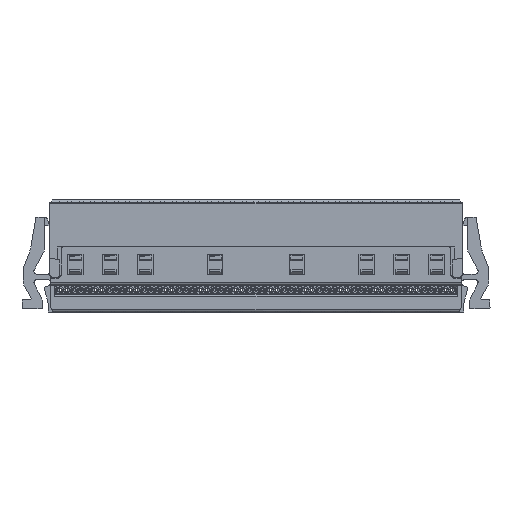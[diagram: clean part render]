
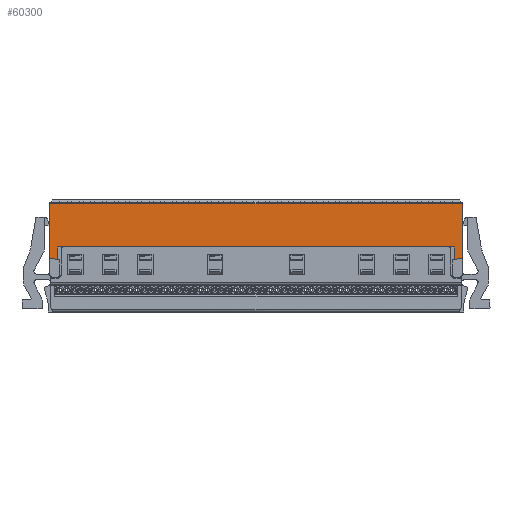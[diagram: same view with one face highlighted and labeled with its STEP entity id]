
A CAD part, front view. The second image highlights one B-rep face of the part: STEP entity #60300.
In plain terms, the highlighted planar face has unit normal (0, -1, 0).
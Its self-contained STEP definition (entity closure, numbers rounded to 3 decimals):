
#60248=AXIS2_PLACEMENT_3D('Plane Axis2P3D',#60245,#60246,#60247) ;
#57444=CARTESIAN_POINT('Vertex',(-43.738,-9.925,3.45)) ;
#57447=CARTESIAN_POINT('Line Origine',(-43.738,-9.925,6.439)) ;
#57451=CARTESIAN_POINT('Vertex',(-43.738,-9.925,9.429)) ;
#60216=CARTESIAN_POINT('Vertex',(-42.858,-9.925,3.295)) ;
#60219=CARTESIAN_POINT('Line Origine',(-43.298,-9.925,3.372)) ;
#60245=CARTESIAN_POINT('Axis2P3D Location',(-43.982,-9.925,9.97)) ;
#60250=CARTESIAN_POINT('Line Origine',(-21.272,-9.925,9.429)) ;
#60254=CARTESIAN_POINT('Vertex',(1.193,-9.925,9.429)) ;
#60257=CARTESIAN_POINT('Line Origine',(-42.858,-9.925,3.972)) ;
#60261=CARTESIAN_POINT('Vertex',(-42.857,-9.925,4.65)) ;
#60264=CARTESIAN_POINT('Line Origine',(-21.273,-9.925,4.65)) ;
#60268=CARTESIAN_POINT('Vertex',(0.313,-9.925,4.65)) ;
#60271=CARTESIAN_POINT('Line Origine',(0.312,-9.925,3.972)) ;
#60275=CARTESIAN_POINT('Vertex',(0.313,-9.925,3.295)) ;
#60278=CARTESIAN_POINT('Line Origine',(0.753,-9.925,3.372)) ;
#60282=CARTESIAN_POINT('Vertex',(1.193,-9.925,3.45)) ;
#60285=CARTESIAN_POINT('Line Origine',(1.193,-9.925,6.439)) ;
#57448=DIRECTION('Vector Direction',(0.,0.,-1.)) ;
#60220=DIRECTION('Vector Direction',(0.985,0.,-0.174)) ;
#60246=DIRECTION('Axis2P3D Direction',(0.,-1.,0.)) ;
#60247=DIRECTION('Axis2P3D XDirection',(0.,0.,1.)) ;
#60251=DIRECTION('Vector Direction',(-1.,0.,0.)) ;
#60258=DIRECTION('Vector Direction',(0.,0.,1.)) ;
#60265=DIRECTION('Vector Direction',(1.,0.,0.)) ;
#60272=DIRECTION('Vector Direction',(0.,0.,-1.)) ;
#60279=DIRECTION('Vector Direction',(0.985,0.,0.174)) ;
#60286=DIRECTION('Vector Direction',(0.,0.,1.)) ;
#57449=VECTOR('Line Direction',#57448,1.) ;
#60221=VECTOR('Line Direction',#60220,1.) ;
#60252=VECTOR('Line Direction',#60251,1.) ;
#60259=VECTOR('Line Direction',#60258,1.) ;
#60266=VECTOR('Line Direction',#60265,1.) ;
#60273=VECTOR('Line Direction',#60272,1.) ;
#60280=VECTOR('Line Direction',#60279,1.) ;
#60287=VECTOR('Line Direction',#60286,1.) ;
#60291=ORIENTED_EDGE('',*,*,#60256,.T.) ;
#60292=ORIENTED_EDGE('',*,*,#57453,.T.) ;
#60293=ORIENTED_EDGE('',*,*,#60223,.T.) ;
#60294=ORIENTED_EDGE('',*,*,#60263,.T.) ;
#60295=ORIENTED_EDGE('',*,*,#60270,.T.) ;
#60296=ORIENTED_EDGE('',*,*,#60277,.T.) ;
#60297=ORIENTED_EDGE('',*,*,#60284,.T.) ;
#60298=ORIENTED_EDGE('',*,*,#60289,.T.) ;
#60300=ADVANCED_FACE('1002\\MANIFOLD_SOLID_BREP #33233',(#60299),#60249,.T.) ;
#57453=EDGE_CURVE('',#57452,#57445,#57450,.T.) ;
#60223=EDGE_CURVE('',#57445,#60217,#60222,.T.) ;
#60256=EDGE_CURVE('',#60255,#57452,#60253,.T.) ;
#60263=EDGE_CURVE('',#60217,#60262,#60260,.T.) ;
#60270=EDGE_CURVE('',#60262,#60269,#60267,.T.) ;
#60277=EDGE_CURVE('',#60269,#60276,#60274,.T.) ;
#60284=EDGE_CURVE('',#60276,#60283,#60281,.T.) ;
#60289=EDGE_CURVE('',#60283,#60255,#60288,.T.) ;
#60290=EDGE_LOOP('',(#60291,#60292,#60293,#60294,#60295,#60296,#60297,#60298)) ;
#60299=FACE_OUTER_BOUND('',#60290,.T.) ;
#57450=LINE('Line',#57447,#57449) ;
#60222=LINE('Line',#60219,#60221) ;
#60253=LINE('Line',#60250,#60252) ;
#60260=LINE('Line',#60257,#60259) ;
#60267=LINE('Line',#60264,#60266) ;
#60274=LINE('Line',#60271,#60273) ;
#60281=LINE('Line',#60278,#60280) ;
#60288=LINE('Line',#60285,#60287) ;
#60249=PLANE('',#60248) ;
#57445=VERTEX_POINT('',#57444) ;
#57452=VERTEX_POINT('',#57451) ;
#60217=VERTEX_POINT('',#60216) ;
#60255=VERTEX_POINT('',#60254) ;
#60262=VERTEX_POINT('',#60261) ;
#60269=VERTEX_POINT('',#60268) ;
#60276=VERTEX_POINT('',#60275) ;
#60283=VERTEX_POINT('',#60282) ;
